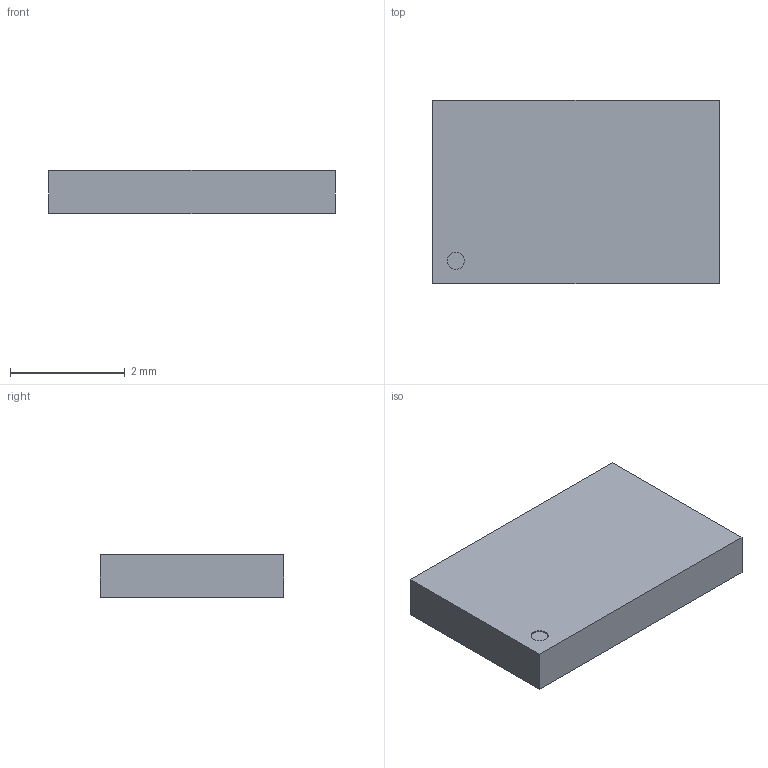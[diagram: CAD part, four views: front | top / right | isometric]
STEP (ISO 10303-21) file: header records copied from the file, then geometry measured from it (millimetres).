
FILE_DESCRIPTION (( 'STEP AP214' ), '1' );
FILE_NAME ('OSC6P_5032_Black.STEP', '2022-05-18T17:06:04', ( '' ), ( '' ), 'SwSTEP 2.0', 'SolidWorks 2017', '' );
FILE_SCHEMA (( 'AUTOMOTIVE_DESIGN' ));
Length unit declared in the file: millimetre
Products named in the file (4): SOLID; OSC-SMD_6P-L5.0-W3.2-BL-A; OSC6P_5032_Black; X1
Assembly tree (3 placements, depth 4):
  OSC6P_5032_Black
    X1
      OSC-SMD_6P-L5.0-W3.2-BL-A
        SOLID
Bounding box: 5 x 3.2 x 0.75 mm (x, y, z)
Volume: 12 mm3; surface area: 44.4 mm2
Topology: 1 solids, 1 shells, 122 faces, 294 edges, 188 vertices
Faces by surface type: plane 81, cylinder 27, bspline 14
Entity records: 5677 total; most frequent: CARTESIAN_POINT 1429, ORIENTED_EDGE 588, DIRECTION 551, EDGE_CURVE 294, LINE 211, VECTOR 211, VERTEX_POINT 188, AXIS2_PLACEMENT_3D 170
